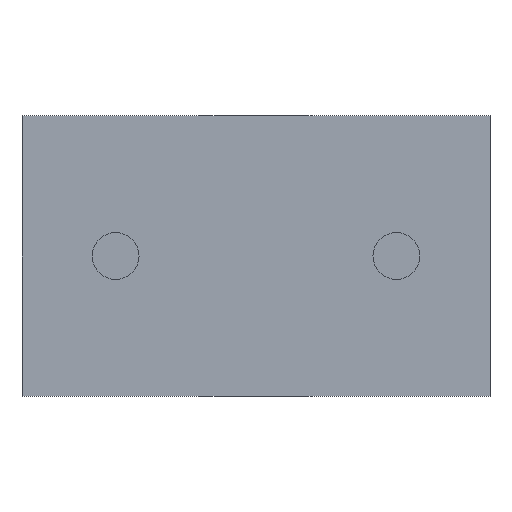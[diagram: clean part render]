
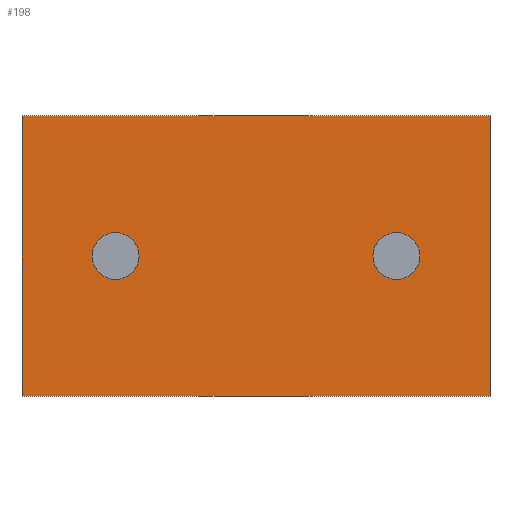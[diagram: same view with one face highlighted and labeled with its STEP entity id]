
A CAD part, front view. The second image highlights one B-rep face of the part: STEP entity #198.
In plain terms, the highlighted planar face has unit normal (0, -1, 0).
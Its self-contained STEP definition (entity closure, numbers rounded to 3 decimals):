
#9 = ORIENTED_EDGE ( 'NONE', *, *, #238, .F. ) ;
#37 = ORIENTED_EDGE ( 'NONE', *, *, #217, .F. ) ;
#39 = ORIENTED_EDGE ( 'NONE', *, *, #249, .F. ) ;
#40 = ORIENTED_EDGE ( 'NONE', *, *, #237, .F. ) ;
#60 = EDGE_LOOP ( 'NONE', ( #40, #39 ) ) ;
#70 = FACE_BOUND ( 'NONE', #541, .T. ) ;
#77 = FACE_BOUND ( 'NONE', #60, .T. ) ;
#80 = FACE_OUTER_BOUND ( 'NONE', #540, .T. ) ;
#102 = LINE ( 'NONE', #348, #113 ) ;
#104 = CIRCLE ( 'NONE', #213, 2.5 ) ;
#112 = VECTOR ( 'NONE', #353, 1000. ) ;
#113 = VECTOR ( 'NONE', #355, 1000. ) ;
#114 = VECTOR ( 'NONE', #340, 1000. ) ;
#117 = LINE ( 'NONE', #344, #128 ) ;
#118 = LINE ( 'NONE', #352, #114 ) ;
#123 = LINE ( 'NONE', #359, #112 ) ;
#128 = VECTOR ( 'NONE', #326, 1000. ) ;
#136 = CIRCLE ( 'NONE', #271, 2.5 ) ;
#138 = CIRCLE ( 'NONE', #273, 2.5 ) ;
#151 = CIRCLE ( 'NONE', #274, 2.5 ) ;
#198 = ADVANCED_FACE ( 'NONE', ( #77, #70, #80 ), #482, .T. ) ;
#213 = AXIS2_PLACEMENT_3D ( 'NONE', #407, #303, #408 ) ;
#217 = EDGE_CURVE ( 'NONE', #462, #472, #104, .T. ) ;
#223 = EDGE_CURVE ( 'NONE', #501, #494, #102, .T. ) ;
#226 = EDGE_CURVE ( 'NONE', #494, #493, #118, .T. ) ;
#231 = EDGE_CURVE ( 'NONE', #493, #470, #117, .T. ) ;
#233 = EDGE_CURVE ( 'NONE', #470, #501, #123, .T. ) ;
#237 = EDGE_CURVE ( 'NONE', #495, #464, #136, .T. ) ;
#238 = EDGE_CURVE ( 'NONE', #472, #462, #138, .T. ) ;
#249 = EDGE_CURVE ( 'NONE', #464, #495, #151, .T. ) ;
#254 = AXIS2_PLACEMENT_3D ( 'NONE', #485, #436, #447 ) ;
#271 = AXIS2_PLACEMENT_3D ( 'NONE', #327, #299, #403 ) ;
#273 = AXIS2_PLACEMENT_3D ( 'NONE', #354, #417, #389 ) ;
#274 = AXIS2_PLACEMENT_3D ( 'NONE', #391, #337, #416 ) ;
#298 = CARTESIAN_POINT ( 'NONE',  ( 40., 0., -12.5 ) ) ;
#299 = DIRECTION ( 'NONE',  ( 0., -1., 0. ) ) ;
#303 = DIRECTION ( 'NONE',  ( 0., -1., 0. ) ) ;
#324 = CARTESIAN_POINT ( 'NONE',  ( 0., 0., -30. ) ) ;
#326 = DIRECTION ( 'NONE',  ( 0., 0., -1. ) ) ;
#327 = CARTESIAN_POINT ( 'NONE',  ( 10., 0., -15. ) ) ;
#337 = DIRECTION ( 'NONE',  ( 0., -1., 0. ) ) ;
#340 = DIRECTION ( 'NONE',  ( 1., 0., 0. ) ) ;
#344 = CARTESIAN_POINT ( 'NONE',  ( 50., 0., 0. ) ) ;
#348 = CARTESIAN_POINT ( 'NONE',  ( 0., 0., 0. ) ) ;
#352 = CARTESIAN_POINT ( 'NONE',  ( 0., 0., 0. ) ) ;
#353 = DIRECTION ( 'NONE',  ( -1., 0., 0. ) ) ;
#354 = CARTESIAN_POINT ( 'NONE',  ( 40., 0., -15. ) ) ;
#355 = DIRECTION ( 'NONE',  ( 0., 0., 1. ) ) ;
#359 = CARTESIAN_POINT ( 'NONE',  ( 0., 0., -30. ) ) ;
#360 = CARTESIAN_POINT ( 'NONE',  ( 10., 0., -17.5 ) ) ;
#361 = CARTESIAN_POINT ( 'NONE',  ( 0., 0., 0. ) ) ;
#373 = CARTESIAN_POINT ( 'NONE',  ( 50., 0., 0. ) ) ;
#377 = CARTESIAN_POINT ( 'NONE',  ( 10., 0., -12.5 ) ) ;
#389 = DIRECTION ( 'NONE',  ( 0., 0., -1. ) ) ;
#391 = CARTESIAN_POINT ( 'NONE',  ( 10., 0., -15. ) ) ;
#401 = CARTESIAN_POINT ( 'NONE',  ( 40., 0., -17.5 ) ) ;
#403 = DIRECTION ( 'NONE',  ( 0., 0., -1. ) ) ;
#407 = CARTESIAN_POINT ( 'NONE',  ( 40., 0., -15. ) ) ;
#408 = DIRECTION ( 'NONE',  ( 0., 0., -1. ) ) ;
#414 = CARTESIAN_POINT ( 'NONE',  ( 50., 0., -30. ) ) ;
#416 = DIRECTION ( 'NONE',  ( 0., 0., -1. ) ) ;
#417 = DIRECTION ( 'NONE',  ( 0., -1., 0. ) ) ;
#436 = DIRECTION ( 'NONE',  ( 0., -1., 0. ) ) ;
#447 = DIRECTION ( 'NONE',  ( 0., 0., -1. ) ) ;
#462 = VERTEX_POINT ( 'NONE', #298 ) ;
#464 = VERTEX_POINT ( 'NONE', #377 ) ;
#470 = VERTEX_POINT ( 'NONE', #414 ) ;
#472 = VERTEX_POINT ( 'NONE', #401 ) ;
#482 = PLANE ( 'NONE',  #254 ) ;
#485 = CARTESIAN_POINT ( 'NONE',  ( 0., 0., -30. ) ) ;
#493 = VERTEX_POINT ( 'NONE', #373 ) ;
#494 = VERTEX_POINT ( 'NONE', #361 ) ;
#495 = VERTEX_POINT ( 'NONE', #360 ) ;
#501 = VERTEX_POINT ( 'NONE', #324 ) ;
#511 = ORIENTED_EDGE ( 'NONE', *, *, #226, .F. ) ;
#513 = ORIENTED_EDGE ( 'NONE', *, *, #223, .F. ) ;
#514 = ORIENTED_EDGE ( 'NONE', *, *, #233, .F. ) ;
#515 = ORIENTED_EDGE ( 'NONE', *, *, #231, .F. ) ;
#540 = EDGE_LOOP ( 'NONE', ( #513, #514, #515, #511 ) ) ;
#541 = EDGE_LOOP ( 'NONE', ( #9, #37 ) ) ;
